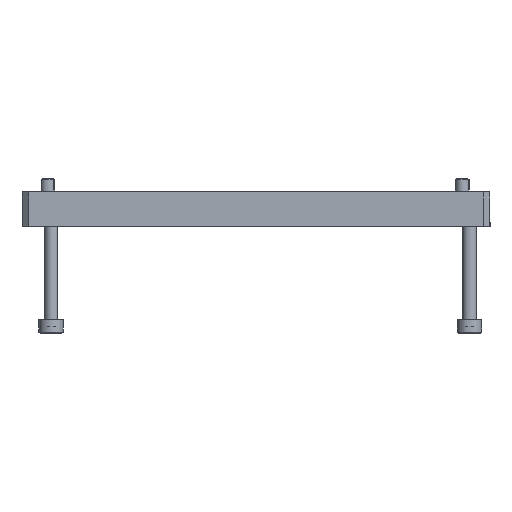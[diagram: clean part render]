
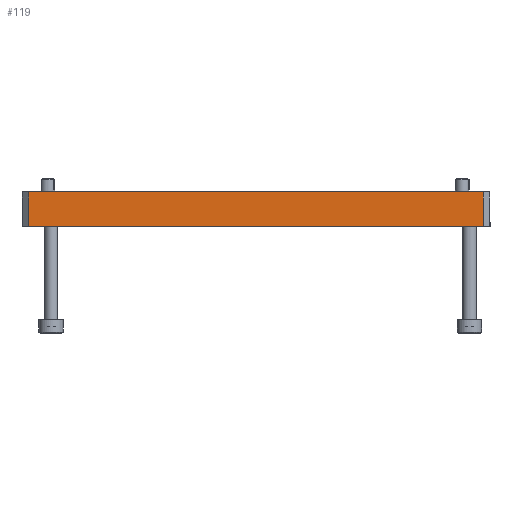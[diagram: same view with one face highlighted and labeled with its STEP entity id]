
A CAD part, left-side view. The second image highlights one B-rep face of the part: STEP entity #119.
In plain terms, the highlighted face is planar.
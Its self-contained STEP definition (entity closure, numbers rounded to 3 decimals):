
#119 = ADVANCED_FACE ( 'NONE', ( #2407 ), #2955, .F. ) ;
#218 = EDGE_CURVE ( 'NONE', #2521, #318, #2862, .T. ) ;
#318 = VERTEX_POINT ( 'NONE', #746 ) ;
#376 = LINE ( 'NONE', #1862, #1575 ) ;
#746 = CARTESIAN_POINT ( 'NONE',  ( 225.5, 0., -133.5 ) ) ;
#881 = VECTOR ( 'NONE', #2267, 1000. ) ;
#1035 = CARTESIAN_POINT ( 'NONE',  ( 225.5, 0., -133.5 ) ) ;
#1068 = LINE ( 'NONE', #3472, #3728 ) ;
#1144 = EDGE_LOOP ( 'NONE', ( #2142, #2274, #1405, #1534 ) ) ;
#1394 = LINE ( 'NONE', #1035, #881 ) ;
#1405 = ORIENTED_EDGE ( 'NONE', *, *, #3947, .T. ) ;
#1534 = ORIENTED_EDGE ( 'NONE', *, *, #2338, .T. ) ;
#1575 = VECTOR ( 'NONE', #1598, 1000. ) ;
#1598 = DIRECTION ( 'NONE',  ( 0., -1., 0. ) ) ;
#1862 = CARTESIAN_POINT ( 'NONE',  ( 225.5, -10., -2. ) ) ;
#1878 = EDGE_CURVE ( 'NONE', #2521, #2127, #376, .T. ) ;
#1959 = DIRECTION ( 'NONE',  ( 0., 0., -1. ) ) ;
#2121 = CARTESIAN_POINT ( 'NONE',  ( 225.5, -10., -133.5 ) ) ;
#2127 = VERTEX_POINT ( 'NONE', #2648 ) ;
#2142 = ORIENTED_EDGE ( 'NONE', *, *, #218, .F. ) ;
#2267 = DIRECTION ( 'NONE',  ( 0., 1., 0. ) ) ;
#2274 = ORIENTED_EDGE ( 'NONE', *, *, #1878, .T. ) ;
#2338 = EDGE_CURVE ( 'NONE', #3294, #318, #1394, .T. ) ;
#2407 = FACE_OUTER_BOUND ( 'NONE', #1144, .T. ) ;
#2521 = VERTEX_POINT ( 'NONE', #3144 ) ;
#2648 = CARTESIAN_POINT ( 'NONE',  ( 225.5, -10., -2. ) ) ;
#2674 = AXIS2_PLACEMENT_3D ( 'NONE', #3909, #3217, #3282 ) ;
#2798 = VECTOR ( 'NONE', #1959, 1000. ) ;
#2862 = LINE ( 'NONE', #2884, #2798 ) ;
#2884 = CARTESIAN_POINT ( 'NONE',  ( 225.5, 0., 0. ) ) ;
#2955 = PLANE ( 'NONE',  #2674 ) ;
#3144 = CARTESIAN_POINT ( 'NONE',  ( 225.5, 0., -2. ) ) ;
#3217 = DIRECTION ( 'NONE',  ( -1., 0., 0. ) ) ;
#3282 = DIRECTION ( 'NONE',  ( 0., 0., 1. ) ) ;
#3294 = VERTEX_POINT ( 'NONE', #2121 ) ;
#3472 = CARTESIAN_POINT ( 'NONE',  ( 225.5, -10., 0. ) ) ;
#3490 = DIRECTION ( 'NONE',  ( 0., 0., -1. ) ) ;
#3728 = VECTOR ( 'NONE', #3490, 1000. ) ;
#3909 = CARTESIAN_POINT ( 'NONE',  ( 225.5, -10., -135.5 ) ) ;
#3947 = EDGE_CURVE ( 'NONE', #2127, #3294, #1068, .T. ) ;
